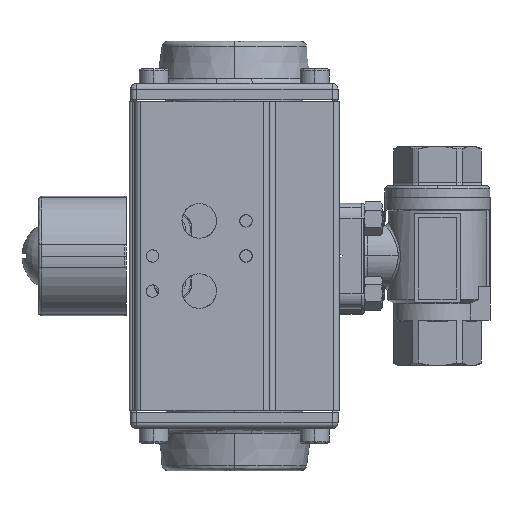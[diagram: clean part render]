
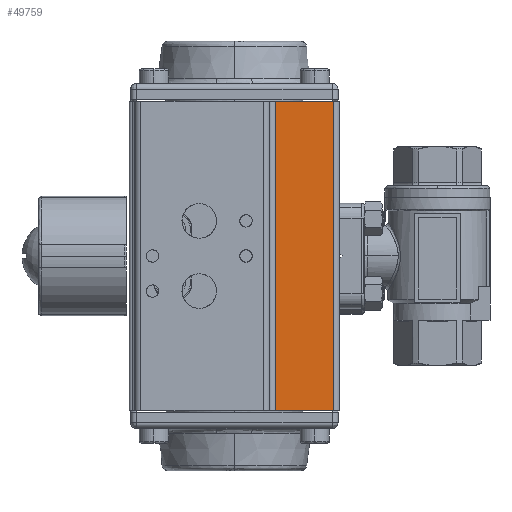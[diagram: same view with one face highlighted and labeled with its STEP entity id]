
A CAD part, left-side view. The second image highlights one B-rep face of the part: STEP entity #49759.
In plain terms, the highlighted planar face has unit normal (1, 0, 0).
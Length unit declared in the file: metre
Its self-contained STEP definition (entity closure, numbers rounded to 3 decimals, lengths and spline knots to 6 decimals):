
#757 = CARTESIAN_POINT ( 'NONE',  ( -0.025949, -0.043535, 0.2 ) ) ;
#970 = VERTEX_POINT ( 'NONE', #65874 ) ;
#2610 = CARTESIAN_POINT ( 'NONE',  ( -0.025949, -0.043535, 0.094 ) ) ;
#2811 = VERTEX_POINT ( 'NONE', #29981 ) ;
#5464 = ORIENTED_EDGE ( 'NONE', *, *, #19318, .T. ) ;
#8838 = CARTESIAN_POINT ( 'NONE',  ( -0.025949, -0.043535, 0.094 ) ) ;
#9633 = VECTOR ( 'NONE', #61411, 1. ) ;
#12595 = VECTOR ( 'NONE', #58844, 1. ) ;
#14140 = ORIENTED_EDGE ( 'NONE', *, *, #49725, .T. ) ;
#15393 = VECTOR ( 'NONE', #70834, 1. ) ;
#18220 = LINE ( 'NONE', #2610, #15393 ) ;
#18829 = VECTOR ( 'NONE', #40287, 1. ) ;
#19318 = EDGE_CURVE ( 'NONE', #49889, #970, #23116, .T. ) ;
#20297 = VERTEX_POINT ( 'NONE', #8838 ) ;
#21798 = PLANE ( 'NONE',  #26860 ) ;
#23116 = LINE ( 'NONE', #757, #18829 ) ;
#25080 = EDGE_LOOP ( 'NONE', ( #14140, #5464, #44305, #32045 ) ) ;
#26860 = AXIS2_PLACEMENT_3D ( 'NONE', #38618, #65227, #27385 ) ;
#27385 = DIRECTION ( 'NONE',  ( 0., 1., 0. ) ) ;
#29981 = CARTESIAN_POINT ( 'NONE',  ( -0.025949, -0.023535, 0.094 ) ) ;
#30499 = FACE_OUTER_BOUND ( 'NONE', #25080, .T. ) ;
#32045 = ORIENTED_EDGE ( 'NONE', *, *, #69265, .T. ) ;
#36111 = CARTESIAN_POINT ( 'NONE',  ( -0.025949, -0.023535, 0.094 ) ) ;
#38618 = CARTESIAN_POINT ( 'NONE',  ( -0.025949, -0.043535, 0.094 ) ) ;
#38697 = CARTESIAN_POINT ( 'NONE',  ( -0.025949, -0.043535, 0.094 ) ) ;
#40287 = DIRECTION ( 'NONE',  ( 0., -1., 0. ) ) ;
#44305 = ORIENTED_EDGE ( 'NONE', *, *, #66781, .T. ) ;
#49725 = EDGE_CURVE ( 'NONE', #2811, #49889, #53243, .T. ) ;
#49759 = ADVANCED_FACE ( 'NONE', ( #30499 ), #21798, .T. ) ;
#49889 = VERTEX_POINT ( 'NONE', #67635 ) ;
#53243 = LINE ( 'NONE', #36111, #12595 ) ;
#56162 = LINE ( 'NONE', #38697, #9633 ) ;
#58844 = DIRECTION ( 'NONE',  ( 0., 0., 1. ) ) ;
#61411 = DIRECTION ( 'NONE',  ( 0., 1., 0. ) ) ;
#65227 = DIRECTION ( 'NONE',  ( 1., 0., 0. ) ) ;
#65874 = CARTESIAN_POINT ( 'NONE',  ( -0.025949, -0.043535, 0.2 ) ) ;
#66781 = EDGE_CURVE ( 'NONE', #970, #20297, #18220, .T. ) ;
#67635 = CARTESIAN_POINT ( 'NONE',  ( -0.025949, -0.023535, 0.2 ) ) ;
#69265 = EDGE_CURVE ( 'NONE', #20297, #2811, #56162, .T. ) ;
#70834 = DIRECTION ( 'NONE',  ( 0., 0., -1. ) ) ;
